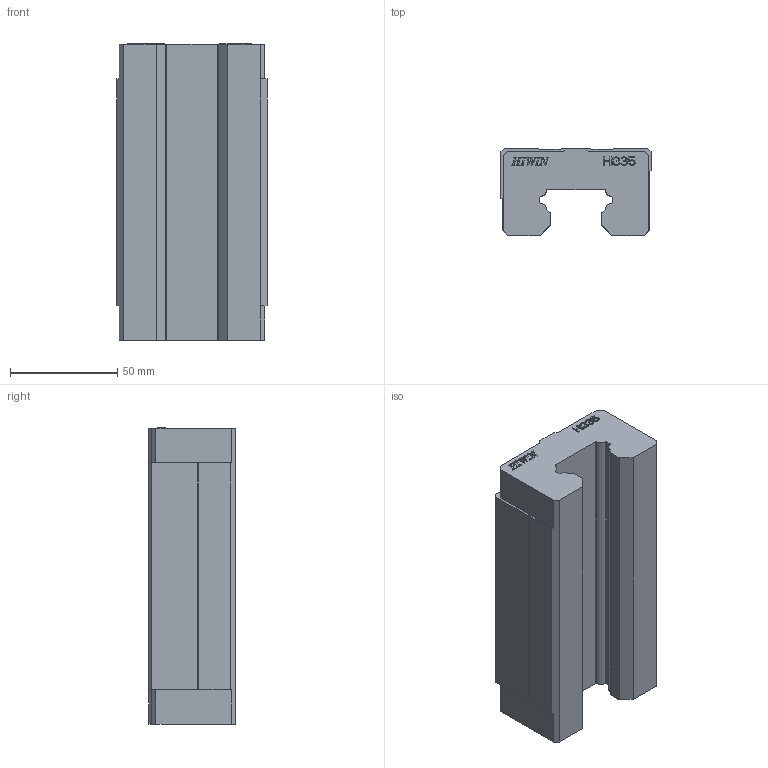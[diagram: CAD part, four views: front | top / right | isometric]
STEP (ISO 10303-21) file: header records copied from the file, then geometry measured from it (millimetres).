
FILE_DESCRIPTION (( 'STEP AP203' ), '1' );
FILE_NAME ('HGL35H.STEP', '2007-11-05T08:09:20', ( 'HIWIN GmbH' ), ( '77654 Offenburg' ), 'SwSTEP 2.0', 'SolidWorks 2006104', '' );
FILE_SCHEMA (( 'CONFIG_CONTROL_DESIGN' ));
Length unit declared in the file: millimetre
Products named in the file (4): HGH35H_ASM_ASM_Standard; ASM0001_ASM_ASM_Standard; PRT0001_Standard; HGL35H
Assembly tree (3 placements, depth 4):
  HGL35H
    HGH35H_ASM_ASM_Standard
      ASM0001_ASM_ASM_Standard
        PRT0001_Standard
Bounding box: 70 x 40.5 x 138.5 mm (x, y, z)
Volume: 296215.4 mm3; surface area: 42122.1 mm2
Topology: 1 solids, 1 shells, 373 faces, 1074 edges, 716 vertices
Faces by surface type: plane 297, bspline 60, cylinder 16
Entity records: 13666 total; most frequent: CARTESIAN_POINT 3835, ORIENTED_EDGE 2148, DIRECTION 1628, EDGE_CURVE 1074, VECTOR 922, LINE 922, VERTEX_POINT 716, EDGE_LOOP 386
